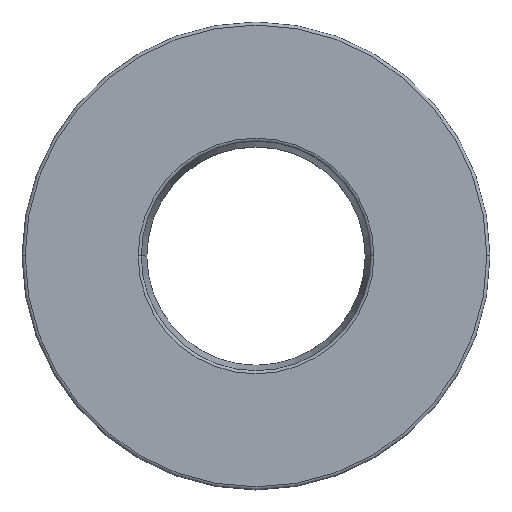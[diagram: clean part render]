
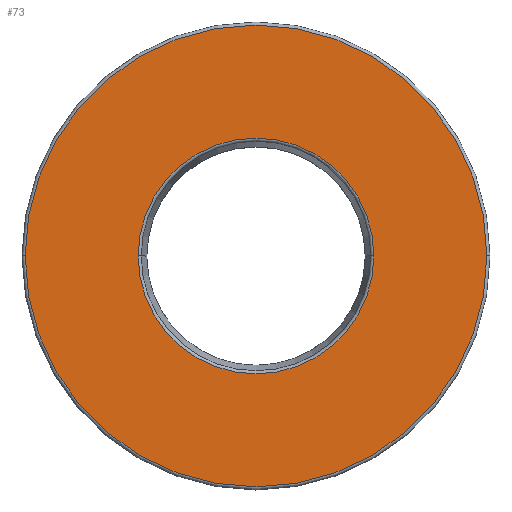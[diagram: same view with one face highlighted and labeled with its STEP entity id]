
A CAD part, top view. The second image highlights one B-rep face of the part: STEP entity #73.
In plain terms, the highlighted planar face has unit normal (0, 0, 1).
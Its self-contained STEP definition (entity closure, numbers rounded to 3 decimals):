
#71 = DIRECTION ( 'NONE',  ( 1., 0., 0. ) ) ;
#73 = ADVANCED_FACE ( 'NONE', ( #1235, #1774 ), #479, .T. ) ;
#117 = VERTEX_POINT ( 'NONE', #1060 ) ;
#188 = DIRECTION ( 'NONE',  ( 1., 0., 0. ) ) ;
#209 = CIRCLE ( 'NONE', #1263, 7.555 ) ;
#300 = DIRECTION ( 'NONE',  ( 1., 0., 0. ) ) ;
#372 = CARTESIAN_POINT ( 'NONE',  ( 0., 0., 2. ) ) ;
#375 = CARTESIAN_POINT ( 'NONE',  ( 0., 0., 2. ) ) ;
#464 = DIRECTION ( 'NONE',  ( 0., 0., 1. ) ) ;
#479 = PLANE ( 'NONE',  #1088 ) ;
#485 = VERTEX_POINT ( 'NONE', #1331 ) ;
#487 = CARTESIAN_POINT ( 'NONE',  ( 0., 0., 2. ) ) ;
#637 = DIRECTION ( 'NONE',  ( 1., 0., 0. ) ) ;
#643 = CIRCLE ( 'NONE', #1047, 7.555 ) ;
#690 = EDGE_LOOP ( 'NONE', ( #722, #1153 ) ) ;
#695 = EDGE_LOOP ( 'NONE', ( #1020, #1567 ) ) ;
#722 = ORIENTED_EDGE ( 'NONE', *, *, #959, .T. ) ;
#798 = DIRECTION ( 'NONE',  ( 0., 0., 1. ) ) ;
#801 = AXIS2_PLACEMENT_3D ( 'NONE', #1134, #464, #300 ) ;
#855 = VERTEX_POINT ( 'NONE', #1019 ) ;
#858 = EDGE_CURVE ( 'NONE', #855, #117, #1632, .T. ) ;
#929 = EDGE_CURVE ( 'NONE', #485, #1326, #643, .T. ) ;
#959 = EDGE_CURVE ( 'NONE', #1326, #485, #209, .T. ) ;
#1019 = CARTESIAN_POINT ( 'NONE',  ( -14.8, 0., 2. ) ) ;
#1020 = ORIENTED_EDGE ( 'NONE', *, *, #1622, .T. ) ;
#1047 = AXIS2_PLACEMENT_3D ( 'NONE', #1664, #1833, #1533 ) ;
#1060 = CARTESIAN_POINT ( 'NONE',  ( 14.8, 0., 2. ) ) ;
#1075 = AXIS2_PLACEMENT_3D ( 'NONE', #375, #798, #71 ) ;
#1076 = DIRECTION ( 'NONE',  ( 0., 0., -1. ) ) ;
#1088 = AXIS2_PLACEMENT_3D ( 'NONE', #487, #1208, #188 ) ;
#1134 = CARTESIAN_POINT ( 'NONE',  ( 0., 0., 2. ) ) ;
#1153 = ORIENTED_EDGE ( 'NONE', *, *, #929, .T. ) ;
#1208 = DIRECTION ( 'NONE',  ( 0., 0., 1. ) ) ;
#1235 = FACE_OUTER_BOUND ( 'NONE', #695, .T. ) ;
#1263 = AXIS2_PLACEMENT_3D ( 'NONE', #372, #1076, #637 ) ;
#1326 = VERTEX_POINT ( 'NONE', #1400 ) ;
#1331 = CARTESIAN_POINT ( 'NONE',  ( -7.555, 0., 2. ) ) ;
#1400 = CARTESIAN_POINT ( 'NONE',  ( 7.555, 0., 2. ) ) ;
#1402 = CIRCLE ( 'NONE', #1075, 14.8 ) ;
#1533 = DIRECTION ( 'NONE',  ( 1., 0., 0. ) ) ;
#1567 = ORIENTED_EDGE ( 'NONE', *, *, #858, .T. ) ;
#1622 = EDGE_CURVE ( 'NONE', #117, #855, #1402, .T. ) ;
#1632 = CIRCLE ( 'NONE', #801, 14.8 ) ;
#1664 = CARTESIAN_POINT ( 'NONE',  ( 0., 0., 2. ) ) ;
#1774 = FACE_BOUND ( 'NONE', #690, .T. ) ;
#1833 = DIRECTION ( 'NONE',  ( 0., 0., -1. ) ) ;
